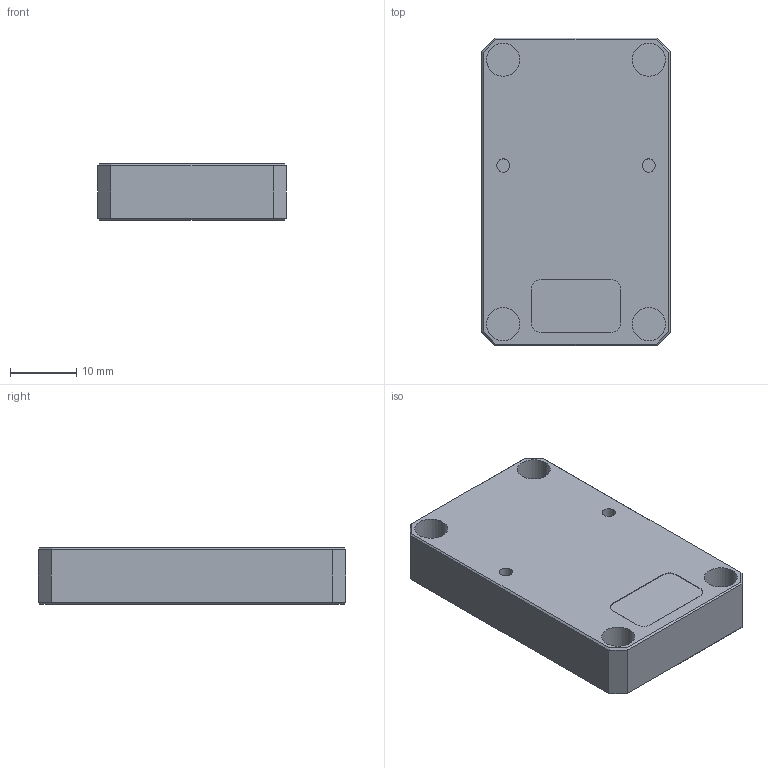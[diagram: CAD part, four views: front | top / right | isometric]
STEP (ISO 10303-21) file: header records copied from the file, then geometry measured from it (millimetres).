
FILE_DESCRIPTION (( 'STEP AP203' ), '1' );
FILE_NAME ('Part 4.step_Default_sldprt.STEP', '2023-05-13T05:59:11', ( '' ), ( '' ), 'SwSTEP 2.0', 'SolidWorks 2022', '' );
FILE_SCHEMA (( 'CONFIG_CONTROL_DESIGN' ));
Length unit declared in the file: millimetre
Products named in the file (1): Part 4.step_Default_sldprt
Bounding box: 28.5 x 46.5 x 8.5 mm (x, y, z)
Volume: 10844 mm3; surface area: 4120 mm2
Topology: 1 solids, 1 shells, 53 faces, 116 edges, 72 vertices
Faces by surface type: plane 37, cylinder 16
Entity records: 1511 total; most frequent: DIRECTION 256, CARTESIAN_POINT 242, ORIENTED_EDGE 232, EDGE_CURVE 116, AXIS2_PLACEMENT_3D 86, VECTOR 84, LINE 84, VERTEX_POINT 72
